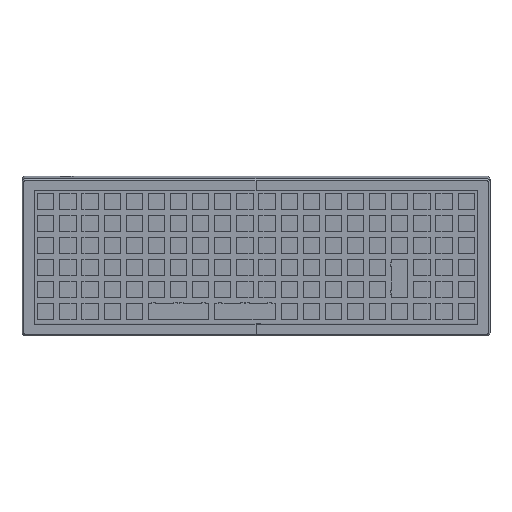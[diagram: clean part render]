
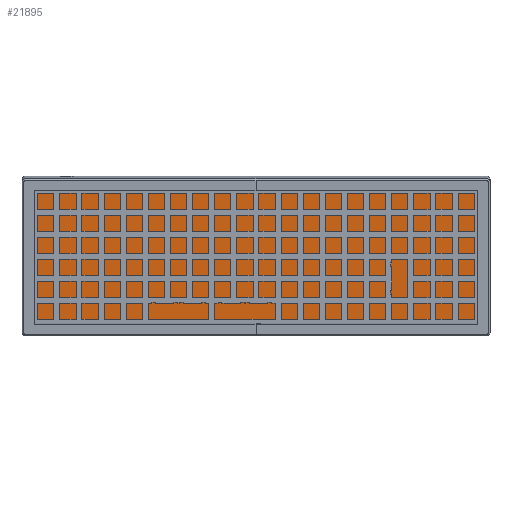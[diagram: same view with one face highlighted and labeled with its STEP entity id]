
A CAD part, top view. The second image highlights one B-rep face of the part: STEP entity #21895.
In plain terms, the highlighted face is planar.
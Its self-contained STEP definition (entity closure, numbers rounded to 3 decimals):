
#1656=PLANE('',#23160);
#2485=FACE_OUTER_BOUND('',#3883,.T.);
#3883=EDGE_LOOP('',(#18136,#18137,#18138,#18139));
#6128=LINE('',#31592,#8616);
#6130=LINE('',#31596,#8618);
#6132=LINE('',#31600,#8620);
#6134=LINE('',#31603,#8622);
#8616=VECTOR('',#26375,10.);
#8618=VECTOR('',#26379,10.);
#8620=VECTOR('',#26383,10.);
#8622=VECTOR('',#26387,10.);
#10795=VERTEX_POINT('',#31589);
#10796=VERTEX_POINT('',#31591);
#10797=VERTEX_POINT('',#31595);
#10798=VERTEX_POINT('',#31599);
#13408=EDGE_CURVE('',#10796,#10795,#6128,.T.);
#13410=EDGE_CURVE('',#10797,#10796,#6130,.T.);
#13412=EDGE_CURVE('',#10798,#10797,#6132,.T.);
#13414=EDGE_CURVE('',#10795,#10798,#6134,.T.);
#18136=ORIENTED_EDGE('',*,*,#13414,.T.);
#18137=ORIENTED_EDGE('',*,*,#13412,.T.);
#18138=ORIENTED_EDGE('',*,*,#13410,.T.);
#18139=ORIENTED_EDGE('',*,*,#13408,.T.);
#21895=ADVANCED_FACE('',(#2485),#1656,.T.);
#23160=AXIS2_PLACEMENT_3D('',#31604,#26388,#26389);
#26375=DIRECTION('',(0.,-1.,0.));
#26379=DIRECTION('',(-1.,0.,0.));
#26383=DIRECTION('',(0.,1.,0.));
#26387=DIRECTION('',(1.,0.,0.));
#26388=DIRECTION('center_axis',(0.,0.,1.));
#26389=DIRECTION('ref_axis',(1.,0.,0.));
#31589=CARTESIAN_POINT('',(6.596,6.901,1.5));
#31591=CARTESIAN_POINT('',(6.596,119.901,1.5));
#31592=CARTESIAN_POINT('',(6.596,6.901,1.5));
#31595=CARTESIAN_POINT('',(386.596,119.901,1.5));
#31596=CARTESIAN_POINT('',(6.596,119.901,1.5));
#31599=CARTESIAN_POINT('',(386.596,6.901,1.5));
#31600=CARTESIAN_POINT('',(386.596,119.901,1.5));
#31603=CARTESIAN_POINT('',(386.596,6.901,1.5));
#31604=CARTESIAN_POINT('Origin',(196.596,63.401,1.5));
